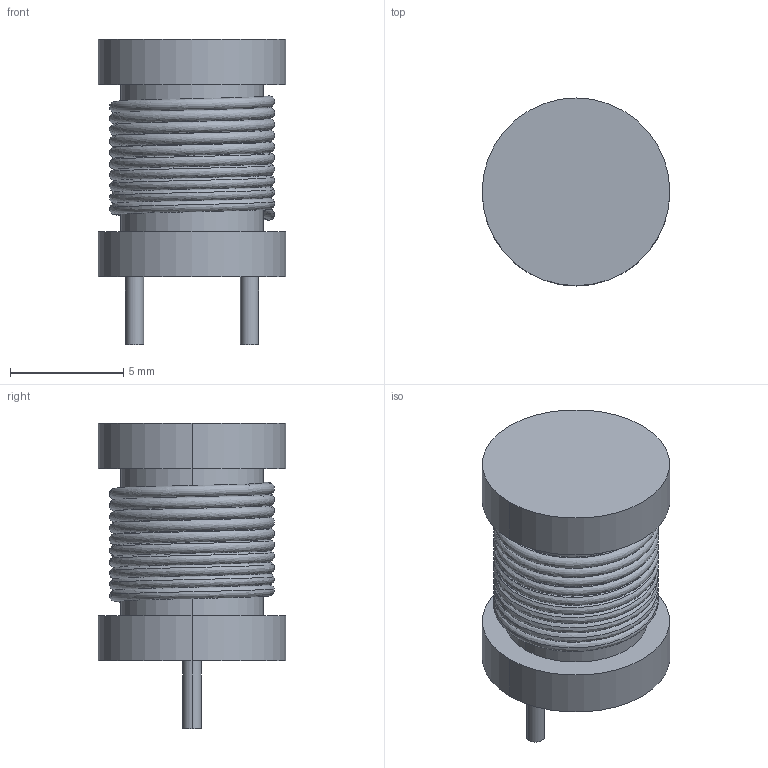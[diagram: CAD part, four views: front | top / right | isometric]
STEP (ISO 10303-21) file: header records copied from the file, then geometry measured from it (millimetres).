
FILE_DESCRIPTION(('FreeCAD Model'),'2;1');
FILE_NAME('Open CASCADE Shape Model','2024-05-27T13:54:36',('Author'),( ''),'Open CASCADE STEP processor 7.6','FreeCAD','Unknown');
FILE_SCHEMA(('AP242_MANAGED_MODEL_BASED_3D_ENGINEERING_MIM_LF. {1 0 10303 442 1 1 4 }'));
Length unit declared in the file: millimetre
Products named in the file (7): 8x10mm; Pin2; Pin1; Top; Bot; Body; Sweep
Assembly tree (6 placements, depth 2):
  8x10mm
    Pin2
    Pin1
    Top
    Bot
    Body
    Sweep
Bounding box: 8.3 x 8.3 x 13.5 mm (x, y, z)
Volume: 464 mm3; surface area: 864.4 mm2
Topology: 6 solids, 6 shells, 42 faces, 74 edges, 42 vertices
Faces by surface type: bspline 22, cylinder 10, plane 10
Entity records: 3091 total; most frequent: CARTESIAN_POINT 2233, ORIENTED_EDGE 144, DIRECTION 140, EDGE_CURVE 72, AXIS2_PLACEMENT_3D 65, ADVANCED_FACE 42, FACE_BOUND 42, EDGE_LOOP 42
